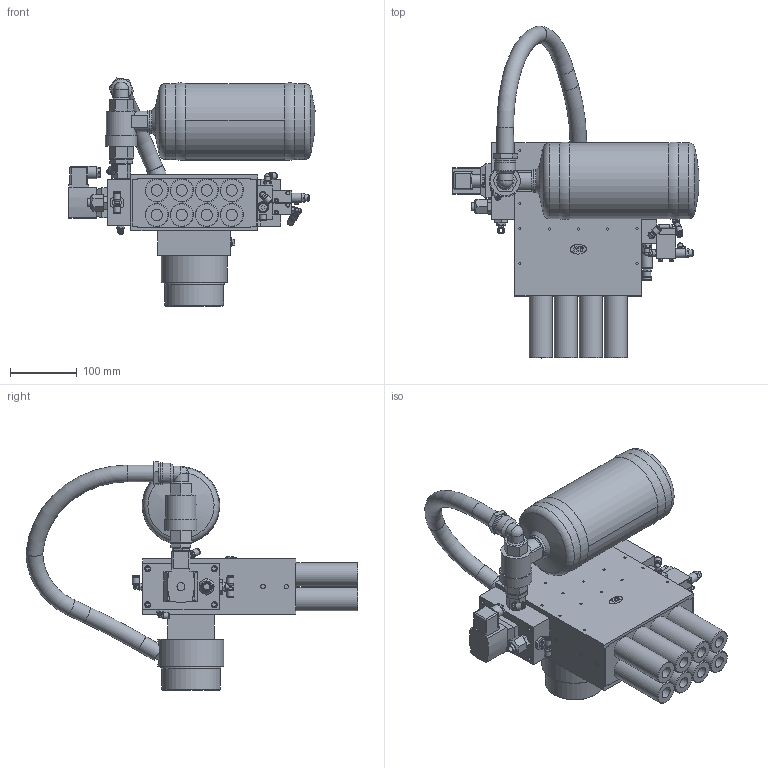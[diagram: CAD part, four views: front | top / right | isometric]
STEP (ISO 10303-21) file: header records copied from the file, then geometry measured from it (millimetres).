
FILE_DESCRIPTION(/* description */ (''),/* implementation_level */ '2;1');
FILE_NAME(/* name */ 'cvk50srexxxtp.stp',/* time_stamp */ '2021-08-25T12:36:38+02:00',/* author */ ('enginyeria'),/* organization */ (''),/* preprocessor_version */ 'ST-DEVELOPER v17.2',/* originating_system */ 'Autodesk Inventor 2019',/* authorisation */ '');
FILE_SCHEMA (('CONFIG_CONTROL_DESIGN'));
Length unit declared in the file: millimetre
Products named in the file (1): cvk50srexxxtp
Bounding box: 369.19 x 497.94 x 342.15 mm (x, y, z)
Volume: 8250778.9 mm3; surface area: 652730.4 mm2
Topology: 7 solids, 46 shells, 1830 faces, 4635 edges, 3090 vertices
Faces by surface type: plane 1232, cylinder 368, cone 118, torus 80, bspline 19, sphere 13
Full cylindrical faces by diameter (mm): 2.5 x2, 3.242 x4, 3.5 x7, 4 x10, 4.134 x1, 4.2 x4, 4.667 x2, 4.8 x1, 5 x10, 5.2 x3, 5.333 x2, 5.5 x9, 6 x14, 6.647 x4, 6.667 x2, 6.853 x1, 7 x6, 7.067 x2, 7.2 x5, 7.8 x1, 7.9 x1, 8 x3, 8.1 x3, 8.296 x1, 8.5 x12, 8.566 x4, 8.65 x1, 9 x10, 9.263 x1, 9.9 x5
Entity records: 57225 total; most frequent: CARTESIAN_POINT 12333, DIRECTION 9399, ORIENTED_EDGE 9208, EDGE_CURVE 4604, AXIS2_PLACEMENT_3D 3266, VERTEX_POINT 3086, LINE 2867, VECTOR 2867
